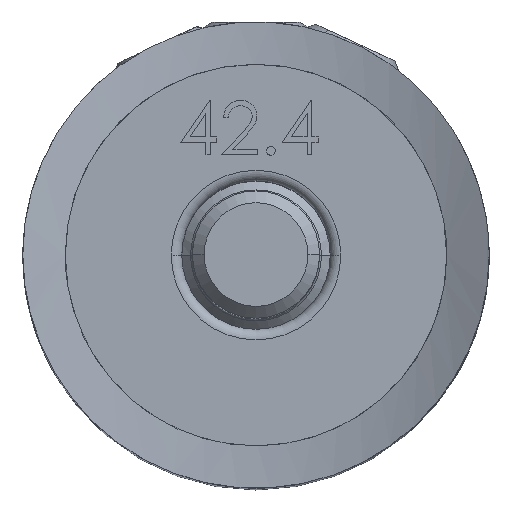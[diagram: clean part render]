
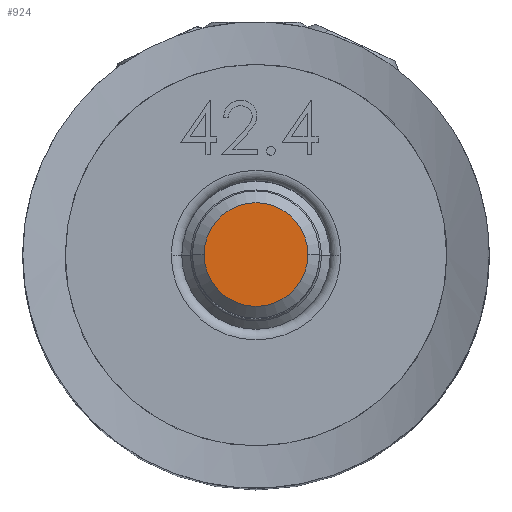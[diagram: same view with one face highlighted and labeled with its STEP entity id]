
A CAD part, top view. The second image highlights one B-rep face of the part: STEP entity #924.
In plain terms, the highlighted face is planar.
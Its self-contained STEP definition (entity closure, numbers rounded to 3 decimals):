
#56 = AXIS2_PLACEMENT_3D ( 'NONE', #5289, #4236, #2381 ) ;
#212 = CARTESIAN_POINT ( 'NONE',  ( 25., 2.446, 0. ) ) ;
#746 = PLANE ( 'NONE',  #2299 ) ;
#924 = ADVANCED_FACE ( 'NONE', ( #1609 ), #746, .T. ) ;
#1103 = EDGE_CURVE ( 'NONE', #1152, #3805, #2890, .T. ) ;
#1152 = VERTEX_POINT ( 'NONE', #3942 ) ;
#1529 = ORIENTED_EDGE ( 'NONE', *, *, #6198, .F. ) ;
#1609 = FACE_OUTER_BOUND ( 'NONE', #4029, .T. ) ;
#2002 = CIRCLE ( 'NONE', #5267, 2.446 ) ;
#2299 = AXIS2_PLACEMENT_3D ( 'NONE', #212, #3112, #4112 ) ;
#2381 = DIRECTION ( 'NONE',  ( 0., 0., 1. ) ) ;
#2445 = ORIENTED_EDGE ( 'NONE', *, *, #1103, .F. ) ;
#2890 = CIRCLE ( 'NONE', #56, 2.446 ) ;
#3112 = DIRECTION ( 'NONE',  ( 1., 0., 0. ) ) ;
#3805 = VERTEX_POINT ( 'NONE', #5406 ) ;
#3942 = CARTESIAN_POINT ( 'NONE',  ( 25., 0., -2.446 ) ) ;
#4029 = EDGE_LOOP ( 'NONE', ( #1529, #2445 ) ) ;
#4038 = DIRECTION ( 'NONE',  ( 0., 0., 1. ) ) ;
#4112 = DIRECTION ( 'NONE',  ( 0., 0., -1. ) ) ;
#4236 = DIRECTION ( 'NONE',  ( -1., 0., 0. ) ) ;
#5267 = AXIS2_PLACEMENT_3D ( 'NONE', #5897, #5993, #4038 ) ;
#5289 = CARTESIAN_POINT ( 'NONE',  ( 25., 0., 0. ) ) ;
#5406 = CARTESIAN_POINT ( 'NONE',  ( 25., 0., 2.446 ) ) ;
#5897 = CARTESIAN_POINT ( 'NONE',  ( 25., 0., 0. ) ) ;
#5993 = DIRECTION ( 'NONE',  ( -1., 0., 0. ) ) ;
#6198 = EDGE_CURVE ( 'NONE', #3805, #1152, #2002, .T. ) ;
